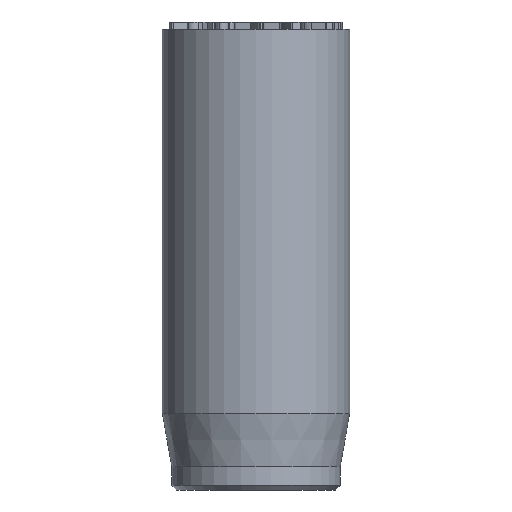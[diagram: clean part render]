
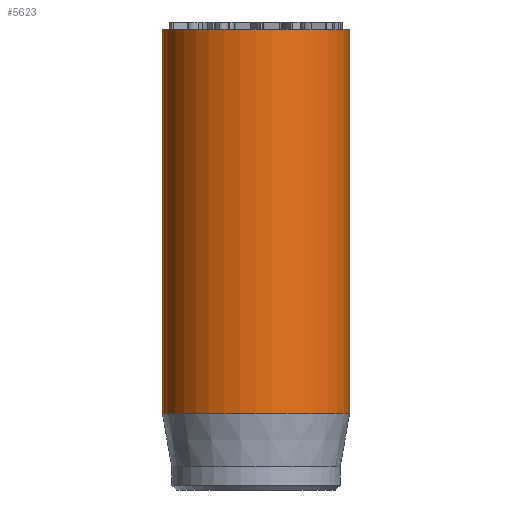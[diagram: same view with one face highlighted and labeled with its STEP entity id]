
A CAD part, front view. The second image highlights one B-rep face of the part: STEP entity #5623.
In plain terms, the highlighted cylindrical face has radius 4 mm (diameter 8 mm), a full revolution.
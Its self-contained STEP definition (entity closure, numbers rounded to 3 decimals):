
#32=CYLINDRICAL_SURFACE('',#5824,4.);
#46=CIRCLE('',#5791,4.);
#62=CIRCLE('',#5822,4.);
#63=CIRCLE('',#5823,4.);
#936=FACE_OUTER_BOUND('',#1267,.T.);
#1267=EDGE_LOOP('',(#5120,#5121,#5122,#5123,#5124));
#1696=LINE('',#10623,#2133);
#2133=VECTOR('',#6514,4.);
#2673=VERTEX_POINT('',#10562);
#2689=VERTEX_POINT('',#10617);
#2690=VERTEX_POINT('',#10618);
#3481=EDGE_CURVE('',#2673,#2673,#46,.T.);
#3505=EDGE_CURVE('',#2689,#2690,#62,.T.);
#3506=EDGE_CURVE('',#2690,#2689,#63,.T.);
#3508=EDGE_CURVE('',#2673,#2689,#1696,.T.);
#5120=ORIENTED_EDGE('',*,*,#3481,.T.);
#5121=ORIENTED_EDGE('',*,*,#3508,.T.);
#5122=ORIENTED_EDGE('',*,*,#3505,.T.);
#5123=ORIENTED_EDGE('',*,*,#3506,.T.);
#5124=ORIENTED_EDGE('',*,*,#3508,.F.);
#5623=ADVANCED_FACE('',(#936),#32,.T.);
#5791=AXIS2_PLACEMENT_3D('',#10563,#6437,#6438);
#5822=AXIS2_PLACEMENT_3D('',#10619,#6507,#6508);
#5823=AXIS2_PLACEMENT_3D('',#10620,#6509,#6510);
#5824=AXIS2_PLACEMENT_3D('',#10622,#6512,#6513);
#6437=DIRECTION('center_axis',(0.,0.,-1.));
#6438=DIRECTION('ref_axis',(-1.,0.,0.));
#6507=DIRECTION('center_axis',(0.,0.,1.));
#6508=DIRECTION('ref_axis',(-1.,0.,0.));
#6509=DIRECTION('center_axis',(0.,0.,1.));
#6510=DIRECTION('ref_axis',(-1.,0.,0.));
#6512=DIRECTION('center_axis',(0.,0.,1.));
#6513=DIRECTION('ref_axis',(-1.,0.,0.));
#6514=DIRECTION('',(0.,0.,-1.));
#10562=CARTESIAN_POINT('',(4.,0.,19.7));
#10563=CARTESIAN_POINT('Origin',(0.,0.,19.7));
#10617=CARTESIAN_POINT('',(4.,0.,3.269));
#10618=CARTESIAN_POINT('',(-4.,0.,3.269));
#10619=CARTESIAN_POINT('Origin',(0.,0.,3.269));
#10620=CARTESIAN_POINT('Origin',(0.,0.,3.269));
#10622=CARTESIAN_POINT('Origin',(0.,0.,0.));
#10623=CARTESIAN_POINT('',(4.,0.,0.));
